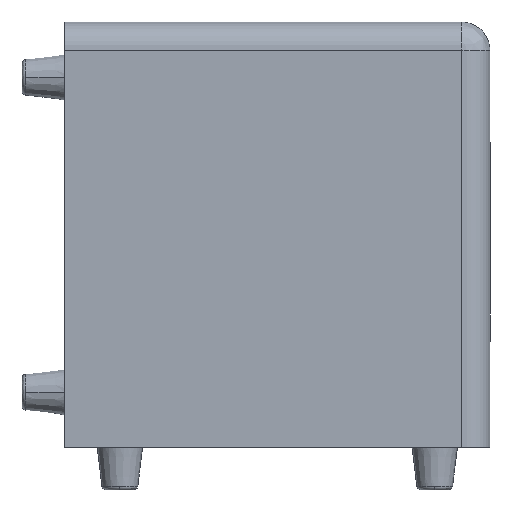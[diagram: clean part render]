
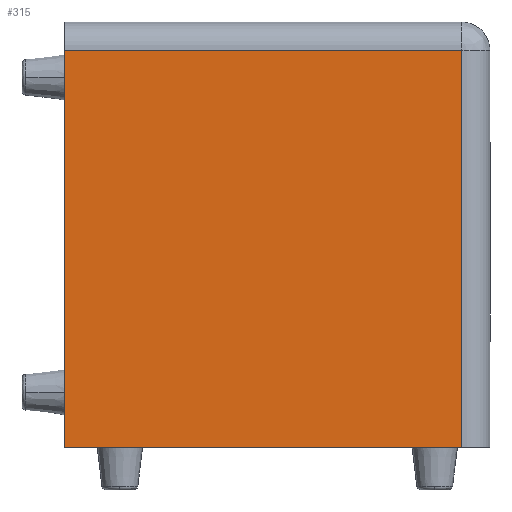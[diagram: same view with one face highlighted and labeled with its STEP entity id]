
A CAD part, left-side view. The second image highlights one B-rep face of the part: STEP entity #315.
In plain terms, the highlighted planar face has unit normal (-1, 0, 0).
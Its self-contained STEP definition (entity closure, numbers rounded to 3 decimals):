
#100 = DIRECTION ( 'NONE',  ( 0., 0., 1. ) ) ;
#103 = CARTESIAN_POINT ( 'NONE',  ( -15., 15., 15. ) ) ;
#135 = EDGE_CURVE ( 'NONE', #2425, #1984, #2779, .T. ) ;
#162 = VERTEX_POINT ( 'NONE', #2087 ) ;
#250 = ORIENTED_EDGE ( 'NONE', *, *, #2698, .F. ) ;
#315 = ADVANCED_FACE ( 'NONE', ( #1331 ), #1039, .F. ) ;
#374 = EDGE_CURVE ( 'NONE', #1984, #2369, #2906, .T. ) ;
#401 = VECTOR ( 'NONE', #837, 1000. ) ;
#406 = ORIENTED_EDGE ( 'NONE', *, *, #135, .F. ) ;
#679 = AXIS2_PLACEMENT_3D ( 'NONE', #1027, #1016, #1013 ) ;
#731 = EDGE_CURVE ( 'NONE', #2369, #162, #2466, .T. ) ;
#837 = DIRECTION ( 'NONE',  ( 0., 1., 0. ) ) ;
#896 = CARTESIAN_POINT ( 'NONE',  ( -15., 15., 13. ) ) ;
#898 = DIRECTION ( 'NONE',  ( 0., -1., 0. ) ) ;
#899 = CARTESIAN_POINT ( 'NONE',  ( -15., 15., -15. ) ) ;
#980 = LINE ( 'NONE', #896, #1882 ) ;
#1013 = DIRECTION ( 'NONE',  ( 0., 1., 0. ) ) ;
#1016 = DIRECTION ( 'NONE',  ( 1., 0., 0. ) ) ;
#1027 = CARTESIAN_POINT ( 'NONE',  ( -15., 15., 15. ) ) ;
#1039 = PLANE ( 'NONE',  #679 ) ;
#1138 = CARTESIAN_POINT ( 'NONE',  ( -15., -13., 13. ) ) ;
#1153 = EDGE_LOOP ( 'NONE', ( #406, #250, #2808, #2231 ) ) ;
#1154 = VECTOR ( 'NONE', #100, 1000. ) ;
#1180 = CARTESIAN_POINT ( 'NONE',  ( -15., 15., -15. ) ) ;
#1331 = FACE_OUTER_BOUND ( 'NONE', #1153, .T. ) ;
#1609 = CARTESIAN_POINT ( 'NONE',  ( -15., -13., -15. ) ) ;
#1882 = VECTOR ( 'NONE', #898, 1000. ) ;
#1984 = VERTEX_POINT ( 'NONE', #1609 ) ;
#2087 = CARTESIAN_POINT ( 'NONE',  ( -15., 15., 13. ) ) ;
#2231 = ORIENTED_EDGE ( 'NONE', *, *, #374, .F. ) ;
#2319 = CARTESIAN_POINT ( 'NONE',  ( -15., -13., 15. ) ) ;
#2328 = DIRECTION ( 'NONE',  ( 0., 0., -1. ) ) ;
#2369 = VERTEX_POINT ( 'NONE', #1180 ) ;
#2425 = VERTEX_POINT ( 'NONE', #1138 ) ;
#2466 = LINE ( 'NONE', #103, #1154 ) ;
#2698 = EDGE_CURVE ( 'NONE', #162, #2425, #980, .T. ) ;
#2779 = LINE ( 'NONE', #2319, #2902 ) ;
#2808 = ORIENTED_EDGE ( 'NONE', *, *, #731, .F. ) ;
#2902 = VECTOR ( 'NONE', #2328, 1000. ) ;
#2906 = LINE ( 'NONE', #899, #401 ) ;
